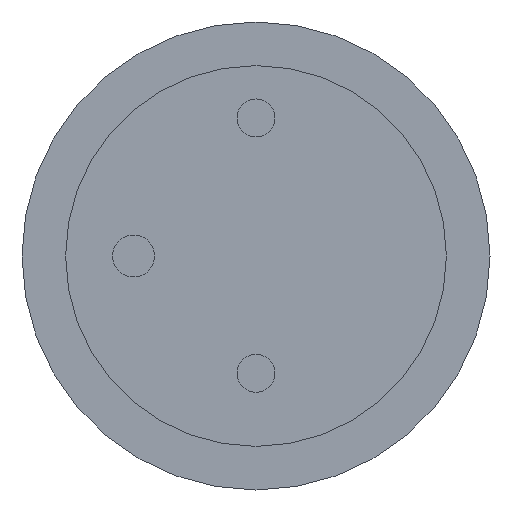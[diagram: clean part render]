
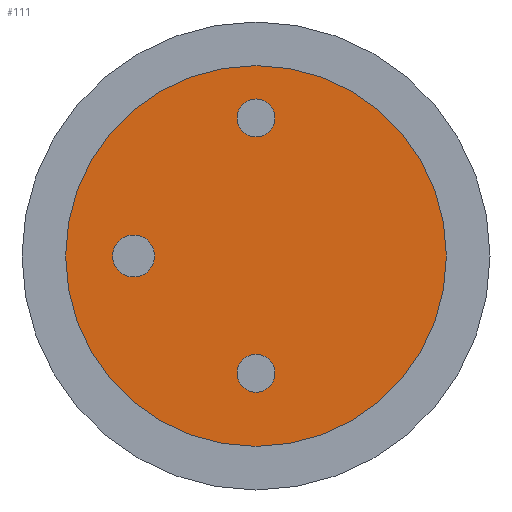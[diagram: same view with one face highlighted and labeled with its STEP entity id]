
A CAD part, left-side view. The second image highlights one B-rep face of the part: STEP entity #111.
In plain terms, the highlighted planar face has unit normal (-1, 0, 0).
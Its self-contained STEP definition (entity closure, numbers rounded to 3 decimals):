
#18 = CARTESIAN_POINT ( 'NONE',  ( -25., 0., -92.683 ) ) ;
#32 = ORIENTED_EDGE ( 'NONE', *, *, #179, .F. ) ;
#41 = VERTEX_POINT ( 'NONE', #221 ) ;
#58 = ORIENTED_EDGE ( 'NONE', *, *, #345, .F. ) ;
#60 = CARTESIAN_POINT ( 'NONE',  ( -25., 0., -107.683 ) ) ;
#66 = EDGE_CURVE ( 'NONE', #170, #108, #454, .T. ) ;
#71 = DIRECTION ( 'NONE',  ( 0., 0., 1. ) ) ;
#78 = DIRECTION ( 'NONE',  ( -1., 0., 0. ) ) ;
#84 = CARTESIAN_POINT ( 'NONE',  ( -25., 0., 109.14 ) ) ;
#85 = DIRECTION ( 'NONE',  ( -1., 0., 0. ) ) ;
#95 = CIRCLE ( 'NONE', #252, 15. ) ;
#96 = VERTEX_POINT ( 'NONE', #230 ) ;
#108 = VERTEX_POINT ( 'NONE', #328 ) ;
#111 = ADVANCED_FACE ( 'NONE', ( #477, #463, #397, #501 ), #154, .T. ) ;
#116 = CARTESIAN_POINT ( 'NONE',  ( -25., 0., 0. ) ) ;
#126 = DIRECTION ( 'NONE',  ( 0., 0., 1. ) ) ;
#127 = VERTEX_POINT ( 'NONE', #311 ) ;
#140 = ORIENTED_EDGE ( 'NONE', *, *, #66, .F. ) ;
#153 = CARTESIAN_POINT ( 'NONE',  ( -25., 96.73, 16.583 ) ) ;
#154 = PLANE ( 'NONE',  #564 ) ;
#155 = VERTEX_POINT ( 'NONE', #60 ) ;
#167 = DIRECTION ( 'NONE',  ( 0., 0., 1. ) ) ;
#170 = VERTEX_POINT ( 'NONE', #258 ) ;
#179 = EDGE_CURVE ( 'NONE', #404, #155, #442, .T. ) ;
#190 = AXIS2_PLACEMENT_3D ( 'NONE', #374, #78, #425 ) ;
#210 = DIRECTION ( 'NONE',  ( -1., 0., 0. ) ) ;
#216 = CARTESIAN_POINT ( 'NONE',  ( -25., 0., 0. ) ) ;
#221 = CARTESIAN_POINT ( 'NONE',  ( -25., 0., 150.495 ) ) ;
#228 = CARTESIAN_POINT ( 'NONE',  ( -25., 96.73, 0. ) ) ;
#230 = CARTESIAN_POINT ( 'NONE',  ( -25., 0., -150.495 ) ) ;
#243 = EDGE_CURVE ( 'NONE', #290, #127, #532, .T. ) ;
#252 = AXIS2_PLACEMENT_3D ( 'NONE', #84, #428, #126 ) ;
#258 = CARTESIAN_POINT ( 'NONE',  ( -25., 0., 94.14 ) ) ;
#262 = DIRECTION ( 'NONE',  ( 0., 0., 1. ) ) ;
#267 = CIRCLE ( 'NONE', #649, 16.583 ) ;
#268 = CARTESIAN_POINT ( 'NONE',  ( -25., 96.73, 0. ) ) ;
#271 = DIRECTION ( 'NONE',  ( 0., 0., 1. ) ) ;
#273 = CARTESIAN_POINT ( 'NONE',  ( -25., 0., -77.683 ) ) ;
#290 = VERTEX_POINT ( 'NONE', #153 ) ;
#294 = ORIENTED_EDGE ( 'NONE', *, *, #366, .F. ) ;
#298 = EDGE_CURVE ( 'NONE', #96, #41, #468, .T. ) ;
#310 = EDGE_LOOP ( 'NONE', ( #487, #453 ) ) ;
#311 = CARTESIAN_POINT ( 'NONE',  ( -25., 96.73, -16.583 ) ) ;
#313 = AXIS2_PLACEMENT_3D ( 'NONE', #18, #365, #71 ) ;
#321 = DIRECTION ( 'NONE',  ( 0., 0., 1. ) ) ;
#323 = AXIS2_PLACEMENT_3D ( 'NONE', #377, #85, #429 ) ;
#328 = CARTESIAN_POINT ( 'NONE',  ( -25., 0., 124.14 ) ) ;
#336 = EDGE_CURVE ( 'NONE', #41, #96, #547, .T. ) ;
#339 = EDGE_LOOP ( 'NONE', ( #32, #294 ) ) ;
#345 = EDGE_CURVE ( 'NONE', #127, #290, #267, .T. ) ;
#365 = DIRECTION ( 'NONE',  ( -1., 0., 0. ) ) ;
#366 = EDGE_CURVE ( 'NONE', #155, #404, #614, .T. ) ;
#367 = AXIS2_PLACEMENT_3D ( 'NONE', #216, #575, #262 ) ;
#374 = CARTESIAN_POINT ( 'NONE',  ( -25., 0., -92.683 ) ) ;
#377 = CARTESIAN_POINT ( 'NONE',  ( -25., 0., 109.14 ) ) ;
#397 = FACE_BOUND ( 'NONE', #440, .T. ) ;
#399 = EDGE_CURVE ( 'NONE', #108, #170, #95, .T. ) ;
#404 = VERTEX_POINT ( 'NONE', #273 ) ;
#425 = DIRECTION ( 'NONE',  ( 0., 0., 1. ) ) ;
#428 = DIRECTION ( 'NONE',  ( -1., 0., 0. ) ) ;
#429 = DIRECTION ( 'NONE',  ( 0., 0., 1. ) ) ;
#440 = EDGE_LOOP ( 'NONE', ( #603, #58 ) ) ;
#442 = CIRCLE ( 'NONE', #313, 15. ) ;
#453 = ORIENTED_EDGE ( 'NONE', *, *, #336, .T. ) ;
#454 = CIRCLE ( 'NONE', #323, 15. ) ;
#463 = FACE_BOUND ( 'NONE', #339, .T. ) ;
#468 = CIRCLE ( 'NONE', #367, 150.495 ) ;
#474 = DIRECTION ( 'NONE',  ( -1., 0., 0. ) ) ;
#477 = FACE_BOUND ( 'NONE', #494, .T. ) ;
#487 = ORIENTED_EDGE ( 'NONE', *, *, #298, .T. ) ;
#494 = EDGE_LOOP ( 'NONE', ( #512, #140 ) ) ;
#501 = FACE_OUTER_BOUND ( 'NONE', #310, .T. ) ;
#512 = ORIENTED_EDGE ( 'NONE', *, *, #399, .F. ) ;
#515 = CARTESIAN_POINT ( 'NONE',  ( -25., 0., 0. ) ) ;
#523 = AXIS2_PLACEMENT_3D ( 'NONE', #228, #588, #271 ) ;
#532 = CIRCLE ( 'NONE', #523, 16.583 ) ;
#547 = CIRCLE ( 'NONE', #582, 150.495 ) ;
#564 = AXIS2_PLACEMENT_3D ( 'NONE', #515, #210, #567 ) ;
#567 = DIRECTION ( 'NONE',  ( 0., 0., 1. ) ) ;
#575 = DIRECTION ( 'NONE',  ( -1., 0., 0. ) ) ;
#582 = AXIS2_PLACEMENT_3D ( 'NONE', #116, #474, #167 ) ;
#588 = DIRECTION ( 'NONE',  ( -1., 0., 0. ) ) ;
#603 = ORIENTED_EDGE ( 'NONE', *, *, #243, .F. ) ;
#614 = CIRCLE ( 'NONE', #190, 15. ) ;
#632 = DIRECTION ( 'NONE',  ( -1., 0., 0. ) ) ;
#649 = AXIS2_PLACEMENT_3D ( 'NONE', #268, #632, #321 ) ;
